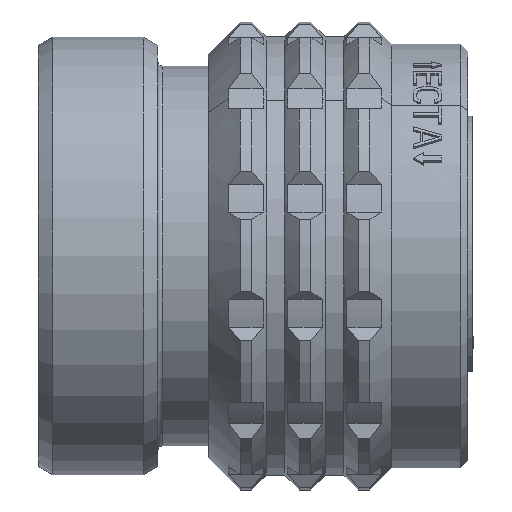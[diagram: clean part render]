
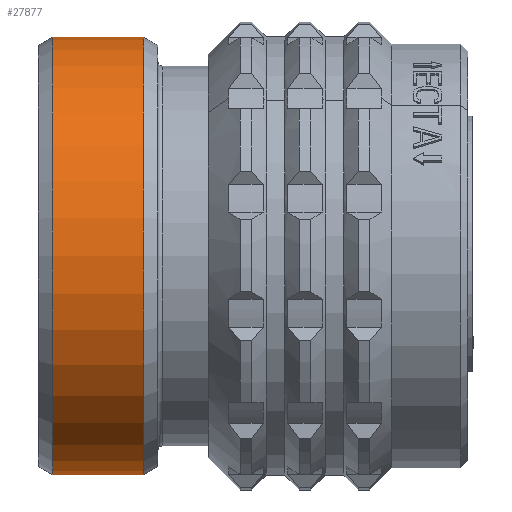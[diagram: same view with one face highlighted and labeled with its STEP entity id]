
A CAD part, top view. The second image highlights one B-rep face of the part: STEP entity #27877.
In plain terms, the highlighted cylindrical face has radius 15.175 mm (diameter 30.35 mm), a partial arc.
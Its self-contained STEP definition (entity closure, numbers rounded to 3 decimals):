
#139=CARTESIAN_POINT('',(1.385,22.981,-22.981));
#140=DIRECTION('',(1.,0.,0.));
#141=DIRECTION('',(0.,1.,0.));
#142=AXIS2_PLACEMENT_3D('',#139,#140,#141);
#144=CARTESIAN_POINT('',(7.685,22.981,-22.981));
#145=DIRECTION('',(1.,0.,0.));
#146=DIRECTION('',(0.,1.,0.));
#147=AXIS2_PLACEMENT_3D('',#144,#145,#146);
#149=DIRECTION('',(-1.,0.,0.));
#150=VECTOR('',#149,6.3);
#151=CARTESIAN_POINT('',(7.685,38.156,-22.981));
#152=LINE('2454',#151,#150);
#153=DIRECTION('',(-1.,0.,0.));
#154=VECTOR('',#153,6.3);
#155=CARTESIAN_POINT('',(7.685,7.806,-22.981));
#156=LINE('2459',#155,#154);
#23366=CARTESIAN_POINT('',(7.685,38.156,
-22.981));
#23368=VERTEX_POINT('',#23366);
#23369=CARTESIAN_POINT('',(1.385,38.156,
-22.981));
#23370=VERTEX_POINT('',#23369);
#23378=CARTESIAN_POINT('',(7.685,7.806,
-22.981));
#23380=VERTEX_POINT('',#23378);
#23381=CARTESIAN_POINT('',(1.385,7.806,
-22.981));
#23382=VERTEX_POINT('',#23381);
#27863=CARTESIAN_POINT('',(-1.105,22.981,
-22.981));
#27864=DIRECTION('',(1.,0.,0.));
#27865=DIRECTION('',(0.,-1.,0.));
#27866=AXIS2_PLACEMENT_3D('',#27863,#27864,#27865);
#27867=CYLINDRICAL_SURFACE('277',#27866,15.175);
#27869=ORIENTED_EDGE('2454',*,*,#27868,.F.);
#27871=ORIENTED_EDGE('2470',*,*,#27870,.T.);
#27873=ORIENTED_EDGE('2459',*,*,#27872,.T.);
#27874=ORIENTED_EDGE('2471',*,*,#27849,.F.);
#27875=EDGE_LOOP('277',(#27869,#27871,#27873,#27874));
#27876=FACE_OUTER_BOUND('277',#27875,.F.);
#143=CIRCLE('2471',#142,15.175);
#148=CIRCLE('2470',#147,15.175);
#27849=EDGE_CURVE('2471',#23370,#23382,#143,.T.);
#27868=EDGE_CURVE('2454',#23368,#23370,#152,.T.);
#27870=EDGE_CURVE('2470',#23368,#23380,#148,.T.);
#27872=EDGE_CURVE('2459',#23380,#23382,#156,.T.);
#27877=ADVANCED_FACE('277',(#27876),#27867,.T.);
